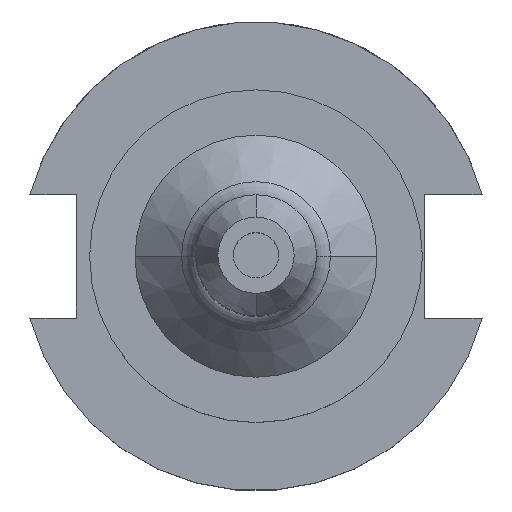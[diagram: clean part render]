
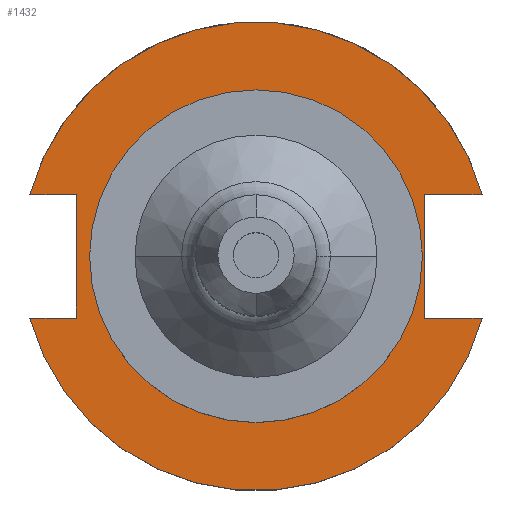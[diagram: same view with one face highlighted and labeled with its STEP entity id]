
A CAD part, top view. The second image highlights one B-rep face of the part: STEP entity #1432.
In plain terms, the highlighted planar face has unit normal (0, 0, 1).
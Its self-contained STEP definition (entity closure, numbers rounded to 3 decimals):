
#2 = CARTESIAN_POINT ( 'NONE',  ( 0., -12.954, 19.05 ) ) ;
#8 = VERTEX_POINT ( 'NONE', #664 ) ;
#21 = CARTESIAN_POINT ( 'NONE',  ( 47.477, -12.954, 19.05 ) ) ;
#49 = DIRECTION ( 'NONE',  ( 1., 0., 0. ) ) ;
#51 = CARTESIAN_POINT ( 'NONE',  ( 47.477, 12.954, 19.05 ) ) ;
#74 = CARTESIAN_POINT ( 'NONE',  ( 0., 0., 19.05 ) ) ;
#88 = DIRECTION ( 'NONE',  ( 0., 0., -1. ) ) ;
#110 = ORIENTED_EDGE ( 'NONE', *, *, #1187, .T. ) ;
#151 = DIRECTION ( 'NONE',  ( 1., 0., 0. ) ) ;
#158 = EDGE_CURVE ( 'NONE', #8, #299, #1658, .T. ) ;
#162 = DIRECTION ( 'NONE',  ( 0., -1., 0. ) ) ;
#164 = DIRECTION ( 'NONE',  ( -1., 0., 0. ) ) ;
#165 = EDGE_CURVE ( 'NONE', #705, #1123, #884, .T. ) ;
#226 = CIRCLE ( 'NONE', #466, 49.213 ) ;
#228 = CARTESIAN_POINT ( 'NONE',  ( -47.477, -12.954, 19.05 ) ) ;
#229 = LINE ( 'NONE', #1649, #923 ) ;
#234 = DIRECTION ( 'NONE',  ( -1., 0., 0. ) ) ;
#286 = ORIENTED_EDGE ( 'NONE', *, *, #1633, .T. ) ;
#299 = VERTEX_POINT ( 'NONE', #1686 ) ;
#338 = AXIS2_PLACEMENT_3D ( 'NONE', #1821, #1250, #1378 ) ;
#344 = ORIENTED_EDGE ( 'NONE', *, *, #666, .T. ) ;
#380 = CARTESIAN_POINT ( 'NONE',  ( 0., -12.954, 19.05 ) ) ;
#423 = ORIENTED_EDGE ( 'NONE', *, *, #1155, .T. ) ;
#432 = DIRECTION ( 'NONE',  ( 1., 0., 0. ) ) ;
#452 = VERTEX_POINT ( 'NONE', #1504 ) ;
#461 = VECTOR ( 'NONE', #164, 1000. ) ;
#466 = AXIS2_PLACEMENT_3D ( 'NONE', #1476, #761, #49 ) ;
#471 = DIRECTION ( 'NONE',  ( 1., 0., 0. ) ) ;
#487 = CARTESIAN_POINT ( 'NONE',  ( -37.719, -12.954, 19.05 ) ) ;
#500 = EDGE_CURVE ( 'NONE', #577, #452, #1552, .T. ) ;
#541 = CARTESIAN_POINT ( 'NONE',  ( 0., 0., 19.05 ) ) ;
#545 = LINE ( 'NONE', #1469, #1653 ) ;
#548 = DIRECTION ( 'NONE',  ( 0., 0., 1. ) ) ;
#565 = CARTESIAN_POINT ( 'NONE',  ( 0., 12.954, 19.05 ) ) ;
#577 = VERTEX_POINT ( 'NONE', #1353 ) ;
#646 = AXIS2_PLACEMENT_3D ( 'NONE', #541, #548, #151 ) ;
#664 = CARTESIAN_POINT ( 'NONE',  ( 35.306, -12.954, 19.05 ) ) ;
#666 = EDGE_CURVE ( 'NONE', #1843, #1621, #229, .T. ) ;
#705 = VERTEX_POINT ( 'NONE', #51 ) ;
#725 = EDGE_CURVE ( 'NONE', #1333, #8, #839, .T. ) ;
#738 = VECTOR ( 'NONE', #234, 1000. ) ;
#751 = VERTEX_POINT ( 'NONE', #228 ) ;
#761 = DIRECTION ( 'NONE',  ( 0., 0., 1. ) ) ;
#791 = LINE ( 'NONE', #380, #738 ) ;
#808 = ORIENTED_EDGE ( 'NONE', *, *, #1302, .T. ) ;
#839 = LINE ( 'NONE', #2, #461 ) ;
#848 = AXIS2_PLACEMENT_3D ( 'NONE', #1272, #1163, #1141 ) ;
#856 = FACE_OUTER_BOUND ( 'NONE', #1556, .T. ) ;
#884 = CIRCLE ( 'NONE', #646, 49.213 ) ;
#903 = EDGE_LOOP ( 'NONE', ( #1173, #1104 ) ) ;
#923 = VECTOR ( 'NONE', #1369, 1000. ) ;
#924 = CARTESIAN_POINT ( 'NONE',  ( -47.477, 12.954, 19.05 ) ) ;
#952 = CARTESIAN_POINT ( 'NONE',  ( 35.306, 0., 19.05 ) ) ;
#1104 = ORIENTED_EDGE ( 'NONE', *, *, #500, .T. ) ;
#1123 = VERTEX_POINT ( 'NONE', #924 ) ;
#1141 = DIRECTION ( 'NONE',  ( 0., -1., 0. ) ) ;
#1155 = EDGE_CURVE ( 'NONE', #751, #1333, #226, .T. ) ;
#1163 = DIRECTION ( 'NONE',  ( 0., 0., -1. ) ) ;
#1173 = ORIENTED_EDGE ( 'NONE', *, *, #1344, .T. ) ;
#1187 = EDGE_CURVE ( 'NONE', #1123, #1843, #545, .T. ) ;
#1250 = DIRECTION ( 'NONE',  ( 0., 0., 1. ) ) ;
#1265 = DIRECTION ( 'NONE',  ( 0., 1., 0. ) ) ;
#1272 = CARTESIAN_POINT ( 'NONE',  ( 0., 0., 19.05 ) ) ;
#1302 = EDGE_CURVE ( 'NONE', #299, #705, #1473, .T. ) ;
#1333 = VERTEX_POINT ( 'NONE', #21 ) ;
#1344 = EDGE_CURVE ( 'NONE', #452, #577, #1679, .T. ) ;
#1353 = CARTESIAN_POINT ( 'NONE',  ( 0., 34.925, 19.05 ) ) ;
#1367 = CARTESIAN_POINT ( 'NONE',  ( -37.719, 12.954, 19.05 ) ) ;
#1369 = DIRECTION ( 'NONE',  ( 0., -1., 0. ) ) ;
#1378 = DIRECTION ( 'NONE',  ( 1., 0., 0. ) ) ;
#1382 = ORIENTED_EDGE ( 'NONE', *, *, #165, .T. ) ;
#1428 = VECTOR ( 'NONE', #432, 1000. ) ;
#1432 = ADVANCED_FACE ( 'NONE', ( #1626, #856 ), #1530, .T. ) ;
#1469 = CARTESIAN_POINT ( 'NONE',  ( 0., 12.954, 19.05 ) ) ;
#1471 = ORIENTED_EDGE ( 'NONE', *, *, #725, .T. ) ;
#1473 = LINE ( 'NONE', #565, #1428 ) ;
#1476 = CARTESIAN_POINT ( 'NONE',  ( 0., 0., 19.05 ) ) ;
#1504 = CARTESIAN_POINT ( 'NONE',  ( 0., -34.925, 19.05 ) ) ;
#1530 = PLANE ( 'NONE',  #338 ) ;
#1548 = AXIS2_PLACEMENT_3D ( 'NONE', #74, #88, #162 ) ;
#1552 = CIRCLE ( 'NONE', #1548, 34.925 ) ;
#1556 = EDGE_LOOP ( 'NONE', ( #344, #286, #423, #1471, #1809, #808, #1382, #110 ) ) ;
#1608 = VECTOR ( 'NONE', #1265, 1000. ) ;
#1621 = VERTEX_POINT ( 'NONE', #487 ) ;
#1626 = FACE_BOUND ( 'NONE', #903, .T. ) ;
#1633 = EDGE_CURVE ( 'NONE', #1621, #751, #791, .T. ) ;
#1649 = CARTESIAN_POINT ( 'NONE',  ( -37.719, 0., 19.05 ) ) ;
#1653 = VECTOR ( 'NONE', #471, 1000. ) ;
#1658 = LINE ( 'NONE', #952, #1608 ) ;
#1679 = CIRCLE ( 'NONE', #848, 34.925 ) ;
#1686 = CARTESIAN_POINT ( 'NONE',  ( 35.306, 12.954, 19.05 ) ) ;
#1809 = ORIENTED_EDGE ( 'NONE', *, *, #158, .T. ) ;
#1821 = CARTESIAN_POINT ( 'NONE',  ( -48.047, -49.803, 19.05 ) ) ;
#1843 = VERTEX_POINT ( 'NONE', #1367 ) ;
